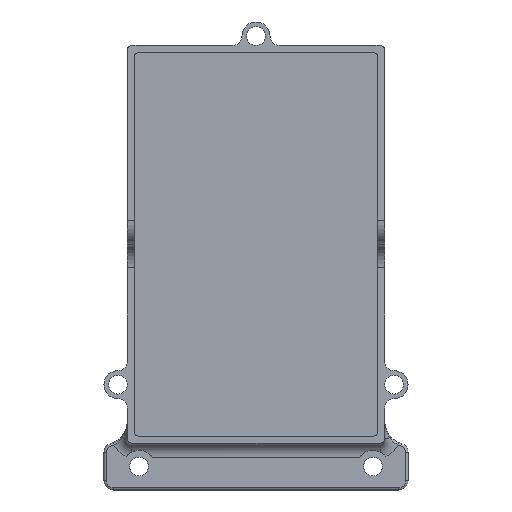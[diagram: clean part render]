
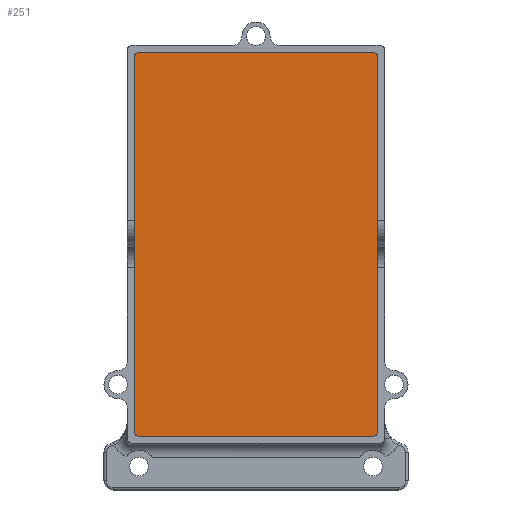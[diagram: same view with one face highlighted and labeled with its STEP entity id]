
A CAD part, front view. The second image highlights one B-rep face of the part: STEP entity #251.
In plain terms, the highlighted planar face has unit normal (0, -1, 0).
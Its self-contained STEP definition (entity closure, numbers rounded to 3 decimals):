
#196=CIRCLE('',#1604,1.);
#197=CIRCLE('',#1605,3.5);
#198=CIRCLE('',#1606,3.5);
#199=CIRCLE('',#1607,1.);
#251=ADVANCED_FACE('',(#353),#323,.T.);
#323=PLANE('',#1608);
#353=FACE_OUTER_BOUND('',#441,.T.);
#441=EDGE_LOOP('',(#710,#711,#712,#713,#714,#715,#716,#717,#718,#719,#720,
#721,#722,#723));
#710=ORIENTED_EDGE('',*,*,#1226,.T.);
#711=ORIENTED_EDGE('',*,*,#1228,.T.);
#712=ORIENTED_EDGE('',*,*,#1218,.T.);
#713=ORIENTED_EDGE('',*,*,#1229,.T.);
#714=ORIENTED_EDGE('',*,*,#1230,.T.);
#715=ORIENTED_EDGE('',*,*,#1231,.T.);
#716=ORIENTED_EDGE('',*,*,#1232,.F.);
#717=ORIENTED_EDGE('',*,*,#1233,.T.);
#718=ORIENTED_EDGE('',*,*,#1234,.F.);
#719=ORIENTED_EDGE('',*,*,#1235,.T.);
#720=ORIENTED_EDGE('',*,*,#1236,.T.);
#721=ORIENTED_EDGE('',*,*,#1237,.T.);
#722=ORIENTED_EDGE('',*,*,#1223,.T.);
#723=ORIENTED_EDGE('',*,*,#1238,.T.);
#1044=VERTEX_POINT('',#2478);
#1045=VERTEX_POINT('',#2480);
#1048=VERTEX_POINT('',#2488);
#1049=VERTEX_POINT('',#2490);
#1050=VERTEX_POINT('',#2494);
#1051=VERTEX_POINT('',#2496);
#1052=VERTEX_POINT('',#2501);
#1053=VERTEX_POINT('',#2503);
#1054=VERTEX_POINT('',#2505);
#1055=VERTEX_POINT('',#2508);
#1056=VERTEX_POINT('',#2511);
#1057=VERTEX_POINT('',#2513);
#1218=EDGE_CURVE('',#1045,#1044,#1360,.T.);
#1223=EDGE_CURVE('',#1049,#1048,#1365,.T.);
#1226=EDGE_CURVE('',#1051,#1050,#1368,.T.);
#1228=EDGE_CURVE('',#1050,#1045,#196,.T.);
#1229=EDGE_CURVE('',#1044,#1052,#1370,.T.);
#1230=EDGE_CURVE('',#1052,#1053,#1371,.T.);
#1231=EDGE_CURVE('',#1053,#1054,#1372,.T.);
#1232=EDGE_CURVE('',#1054,#1054,#197,.T.);
#1233=EDGE_CURVE('',#1054,#1055,#1373,.T.);
#1234=EDGE_CURVE('',#1055,#1055,#198,.T.);
#1235=EDGE_CURVE('',#1055,#1056,#1374,.T.);
#1236=EDGE_CURVE('',#1056,#1057,#1375,.T.);
#1237=EDGE_CURVE('',#1057,#1049,#1376,.T.);
#1238=EDGE_CURVE('',#1048,#1051,#199,.T.);
#1360=LINE('',#2479,#1470);
#1365=LINE('',#2489,#1475);
#1368=LINE('',#2495,#1478);
#1370=LINE('',#2500,#1480);
#1371=LINE('',#2502,#1481);
#1372=LINE('',#2504,#1482);
#1373=LINE('',#2507,#1483);
#1374=LINE('',#2510,#1484);
#1375=LINE('',#2512,#1485);
#1376=LINE('',#2514,#1486);
#1470=VECTOR('',#1942,1.);
#1475=VECTOR('',#1949,1.);
#1478=VECTOR('',#1954,1.);
#1480=VECTOR('',#1960,1.);
#1481=VECTOR('',#1961,1.);
#1482=VECTOR('',#1962,1.);
#1483=VECTOR('',#1965,1.);
#1484=VECTOR('',#1968,1.);
#1485=VECTOR('',#1969,1.);
#1486=VECTOR('',#1970,1.);
#1604=AXIS2_PLACEMENT_3D('',#2499,#1958,#1959);
#1605=AXIS2_PLACEMENT_3D('',#2506,#1963,#1964);
#1606=AXIS2_PLACEMENT_3D('',#2509,#1966,#1967);
#1607=AXIS2_PLACEMENT_3D('',#2515,#1971,#1972);
#1608=AXIS2_PLACEMENT_3D('',#2516,#1973,#1974);
#1942=DIRECTION('',(0.,0.,-1.));
#1949=DIRECTION('',(0.,0.,1.));
#1954=DIRECTION('',(-1.,0.,0.));
#1958=DIRECTION('',(0.,-1.,0.));
#1959=DIRECTION('',(0.,0.,-1.));
#1960=DIRECTION('',(-1.,0.,0.));
#1961=DIRECTION('',(0.,0.,-1.));
#1962=DIRECTION('',(1.,0.,0.));
#1963=DIRECTION('',(0.,-1.,0.));
#1964=DIRECTION('',(0.,0.,-1.));
#1965=DIRECTION('',(1.,0.,0.));
#1966=DIRECTION('',(0.,-1.,0.));
#1967=DIRECTION('',(0.,0.,-1.));
#1968=DIRECTION('',(1.,0.,0.));
#1969=DIRECTION('',(0.,0.,1.));
#1970=DIRECTION('',(-1.,0.,0.));
#1971=DIRECTION('',(0.,-1.,0.));
#1972=DIRECTION('',(0.,0.,-1.));
#1973=DIRECTION('',(0.,-1.,0.));
#1974=DIRECTION('',(0.,0.,-1.));
#2478=CARTESIAN_POINT('',(-26.,-1.5,-44.));
#2479=CARTESIAN_POINT('',(-26.,-1.5,42.5));
#2480=CARTESIAN_POINT('',(-26.,-1.5,40.));
#2488=CARTESIAN_POINT('',(26.,-1.5,40.));
#2489=CARTESIAN_POINT('',(26.,-1.5,-42.5));
#2490=CARTESIAN_POINT('',(26.,-1.5,-44.));
#2494=CARTESIAN_POINT('',(-25.,-1.5,41.));
#2495=CARTESIAN_POINT('',(27.5,-1.5,41.));
#2496=CARTESIAN_POINT('',(25.,-1.5,41.));
#2499=CARTESIAN_POINT('',(-25.,-1.5,40.));
#2500=CARTESIAN_POINT('',(32.5,-1.5,-44.));
#2501=CARTESIAN_POINT('',(-31.,-1.5,-44.));
#2502=CARTESIAN_POINT('',(-31.,-1.5,-42.5));
#2503=CARTESIAN_POINT('',(-31.,-1.5,-51.));
#2504=CARTESIAN_POINT('',(-32.5,-1.5,-51.));
#2505=CARTESIAN_POINT('',(-25.,-1.5,-51.));
#2506=CARTESIAN_POINT('',(-25.,-1.5,-47.5));
#2507=CARTESIAN_POINT('',(-32.5,-1.5,-51.));
#2508=CARTESIAN_POINT('',(25.,-1.5,-51.));
#2509=CARTESIAN_POINT('',(25.,-1.5,-47.5));
#2510=CARTESIAN_POINT('',(-32.5,-1.5,-51.));
#2511=CARTESIAN_POINT('',(31.,-1.5,-51.));
#2512=CARTESIAN_POINT('',(31.,-1.5,-52.5));
#2513=CARTESIAN_POINT('',(31.,-1.5,-44.));
#2514=CARTESIAN_POINT('',(32.5,-1.5,-44.));
#2515=CARTESIAN_POINT('',(25.,-1.5,40.));
#2516=CARTESIAN_POINT('',(0.,-1.5,0.));
